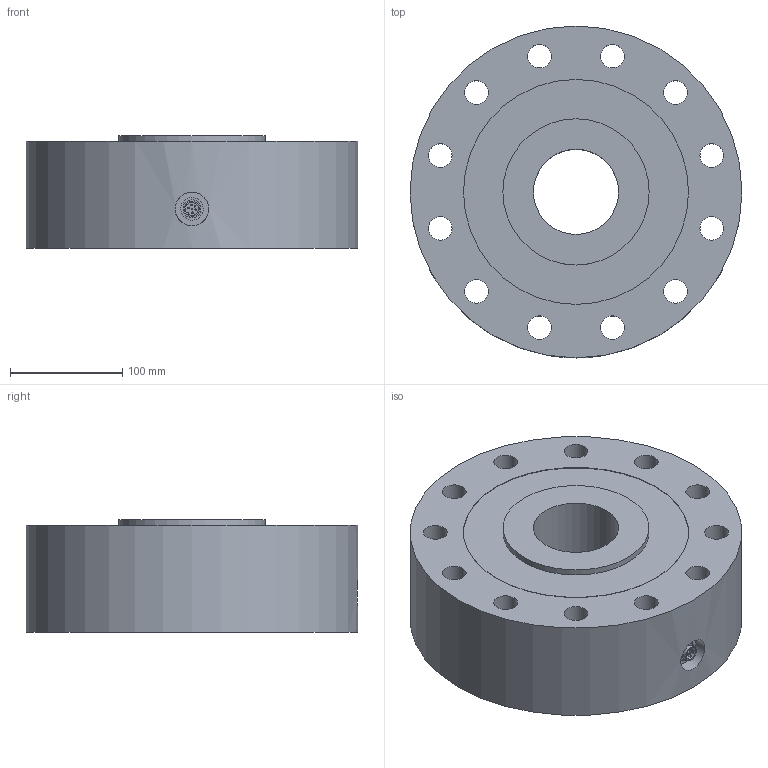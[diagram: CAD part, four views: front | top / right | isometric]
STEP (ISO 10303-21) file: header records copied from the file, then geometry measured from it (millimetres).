
FILE_DESCRIPTION( ( 'Unknown' ), '1' );
FILE_NAME( 'K11-1000kN.stp', 'Unknown', ( 'Unknown' ), ( 'Unknown' ), 'PSStep 17.0.49', 'Unknown', ' ' );
FILE_SCHEMA( ( 'AUTOMOTIVE_DESIGN { 1 0 10303 214 1 1 1 1 }' ) );
Length unit declared in the file: millimetre
Products named in the file (3): Assem1; 1873-001_doc-00052892; 10000-100_doc-00013157
Assembly tree (2 placements, depth 2):
  Assem1
    1873-001_doc-00052892
    10000-100_doc-00013157
Bounding box: 295 x 295 x 100 mm (x, y, z)
Volume: 5510789.9 mm3; surface area: 315953.2 mm2
Topology: 2 solids, 2 shells, 52 faces, 117 edges, 85 vertices
Faces by surface type: cylinder 32, plane 20
Full cylindrical faces by diameter (mm): 1.5 x6, 13.6 x1, 15 x1, 16 x1, 18 x1, 20 x1, 21 x12, 30 x1, 75.67 x1, 130 x2, 200 x2, 295 x1
Entity records: 1787 total; most frequent: CARTESIAN_POINT 279, DIRECTION 238, ORIENTED_EDGE 132, EDGE_LOOP 124, AXIS2_PLACEMENT_3D 118, FACE_OUTER_BOUND 82, EDGE_CURVE 66, VERTEX_POINT 64
